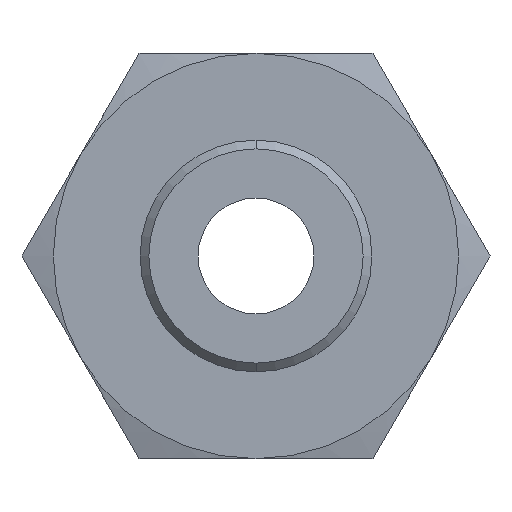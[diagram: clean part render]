
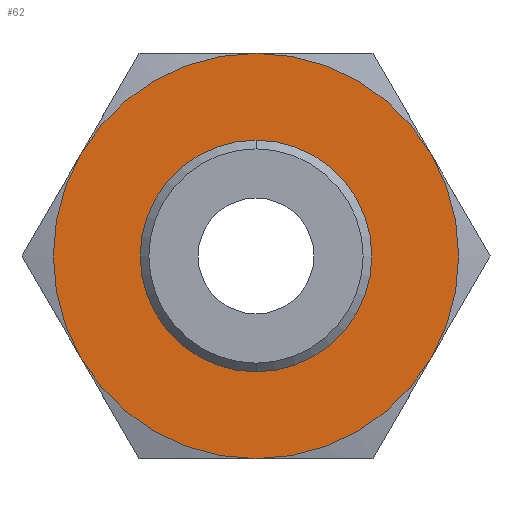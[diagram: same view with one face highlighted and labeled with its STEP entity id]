
A CAD part, front view. The second image highlights one B-rep face of the part: STEP entity #62.
In plain terms, the highlighted planar face has unit normal (0, -1, 0).
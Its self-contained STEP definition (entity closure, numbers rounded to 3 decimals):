
#62=ADVANCED_FACE('NONE',(#125,#126),#127,.T.);
#125=FACE_OUTER_BOUND('',#225,.T.);
#126=FACE_BOUND('',#226,.T.);
#127=PLANE('',#227);
#225=EDGE_LOOP('',(#417,#418,#419,#420,#421,#422));
#226=EDGE_LOOP('',(#423,#424));
#227=AXIS2_PLACEMENT_3D('',#425,#426,#427);
#417=ORIENTED_EDGE('',*,*,#690,.T.);
#418=ORIENTED_EDGE('',*,*,#691,.T.);
#419=ORIENTED_EDGE('',*,*,#692,.T.);
#420=ORIENTED_EDGE('',*,*,#693,.T.);
#421=ORIENTED_EDGE('',*,*,#694,.T.);
#422=ORIENTED_EDGE('',*,*,#695,.T.);
#423=ORIENTED_EDGE('',*,*,#646,.F.);
#424=ORIENTED_EDGE('',*,*,#696,.F.);
#425=CARTESIAN_POINT('',(7.0,5.2,0.0));
#426=DIRECTION('',(0.0,-1.0,0.0));
#427=DIRECTION('',(0.0,0.0,-1.0));
#646=EDGE_CURVE('NONE',#764,#765,#766,.T.);
#690=EDGE_CURVE('NONE',#838,#829,#844,.T.);
#691=EDGE_CURVE('NONE',#829,#820,#845,.T.);
#692=EDGE_CURVE('NONE',#820,#811,#846,.T.);
#693=EDGE_CURVE('NONE',#811,#802,#847,.T.);
#694=EDGE_CURVE('NONE',#802,#793,#848,.T.);
#695=EDGE_CURVE('NONE',#793,#838,#849,.T.);
#696=EDGE_CURVE('NONE',#765,#764,#850,.T.);
#764=VERTEX_POINT('NONE',#928);
#765=VERTEX_POINT('NONE',#929);
#766=CIRCLE('',#930,3.75);
#793=VERTEX_POINT('NONE',#966);
#802=VERTEX_POINT('NONE',#988);
#811=VERTEX_POINT('NONE',#1014);
#820=VERTEX_POINT('NONE',#1036);
#829=VERTEX_POINT('NONE',#1058);
#838=VERTEX_POINT('NONE',#1084);
#844=CIRCLE('',#1102,7.0);
#845=CIRCLE('',#1103,7.0);
#846=CIRCLE('',#1104,7.0);
#847=CIRCLE('',#1105,7.0);
#848=CIRCLE('',#1106,7.0);
#849=CIRCLE('',#1107,7.0);
#850=CIRCLE('',#1108,3.75);
#928=CARTESIAN_POINT('',(0.0,5.2,-3.75));
#929=CARTESIAN_POINT('',(0.,5.2,3.75));
#930=AXIS2_PLACEMENT_3D('',#1180,#1181,#1182);
#966=CARTESIAN_POINT('',(-6.062,5.2,3.5));
#988=CARTESIAN_POINT('',(0.,5.2,7.0));
#1014=CARTESIAN_POINT('',(6.062,5.2,3.5));
#1036=CARTESIAN_POINT('',(6.062,5.2,-3.5));
#1058=CARTESIAN_POINT('',(0.,5.2,-7.0));
#1084=CARTESIAN_POINT('',(-6.062,5.2,-3.5));
#1102=AXIS2_PLACEMENT_3D('',#1212,#1213,#1214);
#1103=AXIS2_PLACEMENT_3D('',#1215,#1216,#1217);
#1104=AXIS2_PLACEMENT_3D('',#1218,#1219,#1220);
#1105=AXIS2_PLACEMENT_3D('',#1221,#1222,#1223);
#1106=AXIS2_PLACEMENT_3D('',#1224,#1225,#1226);
#1107=AXIS2_PLACEMENT_3D('',#1227,#1228,#1229);
#1108=AXIS2_PLACEMENT_3D('',#1230,#1231,#1232);
#1180=CARTESIAN_POINT('',(0.0,5.2,0.0));
#1181=DIRECTION('',(0.0,-1.0,0.0));
#1182=DIRECTION('',(0.0,0.0,-1.0));
#1212=CARTESIAN_POINT('',(0.0,5.2,0.0));
#1213=DIRECTION('',(0.0,-1.0,0.0));
#1214=DIRECTION('',(0.0,0.0,-1.0));
#1215=CARTESIAN_POINT('',(0.0,5.2,0.0));
#1216=DIRECTION('',(0.0,-1.0,0.0));
#1217=DIRECTION('',(0.0,0.0,-1.0));
#1218=CARTESIAN_POINT('',(0.0,5.2,0.0));
#1219=DIRECTION('',(0.0,-1.0,0.0));
#1220=DIRECTION('',(0.0,0.0,-1.0));
#1221=CARTESIAN_POINT('',(0.0,5.2,0.0));
#1222=DIRECTION('',(0.0,-1.0,0.0));
#1223=DIRECTION('',(0.0,0.0,-1.0));
#1224=CARTESIAN_POINT('',(0.0,5.2,0.0));
#1225=DIRECTION('',(0.0,-1.0,0.0));
#1226=DIRECTION('',(0.0,0.0,-1.0));
#1227=CARTESIAN_POINT('',(0.0,5.2,0.0));
#1228=DIRECTION('',(0.0,-1.0,0.0));
#1229=DIRECTION('',(0.0,0.0,-1.0));
#1230=CARTESIAN_POINT('',(0.0,5.2,0.0));
#1231=DIRECTION('',(0.0,-1.0,0.0));
#1232=DIRECTION('',(0.0,0.0,-1.0));
